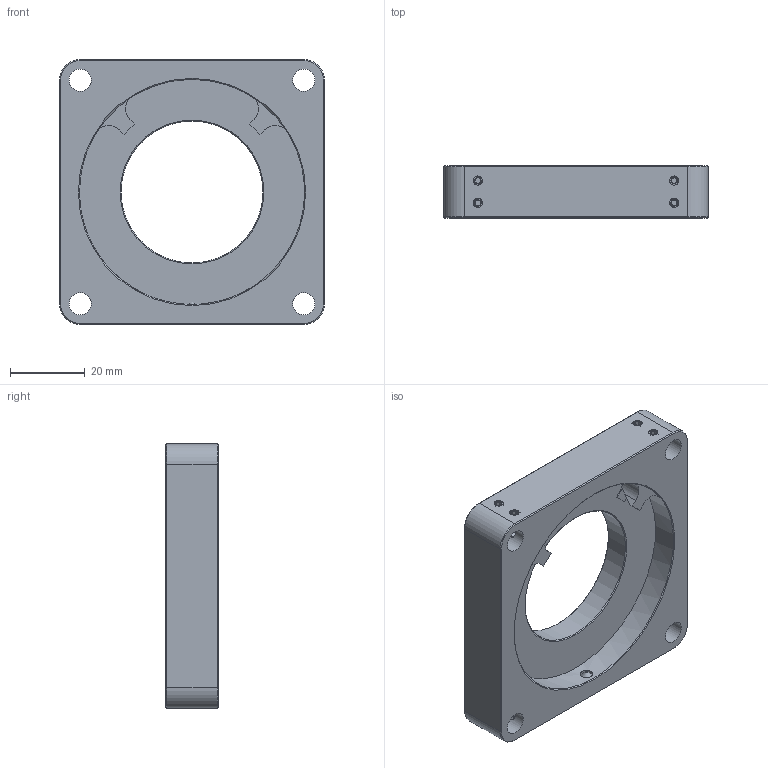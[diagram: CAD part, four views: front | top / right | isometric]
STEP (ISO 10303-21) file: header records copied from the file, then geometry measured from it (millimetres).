
FILE_DESCRIPTION (( 'STEP AP203' ), '1' );
FILE_NAME ('530145.STEP', '2025-05-07T03:49:58', ( 'Windows User' ), ( 'P R C' ), 'SwSTEP 2.0', 'SolidWorks 2020', '' );
FILE_SCHEMA (( 'CONFIG_CONTROL_DESIGN' ));
Length unit declared in the file: millimetre
Products named in the file (1): 530145
Bounding box: 71.12 x 13.97 x 71.12 mm (x, y, z)
Volume: 40828 mm3; surface area: 15483.2 mm2
Topology: 10 solids, 10 shells, 237 faces, 503 edges, 292 vertices
Faces by surface type: plane 108, cone 93, cylinder 36
Full cylindrical faces by diameter (mm): 2.5 x8, 3 x8, 3.3 x1, 4 x1, 6.02 x4, 38.1 x1, 60.503 x1
Entity records: 6435 total; most frequent: CARTESIAN_POINT 1727, DIRECTION 982, ORIENTED_EDGE 828, EDGE_CURVE 414, AXIS2_PLACEMENT_3D 401, EDGE_LOOP 328, FACE_OUTER_BOUND 261, VERTEX_POINT 260
